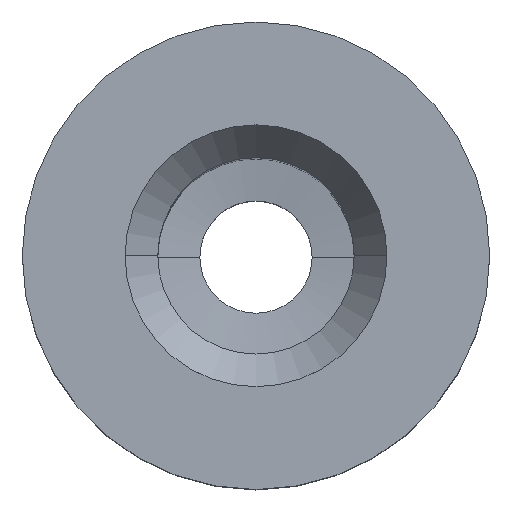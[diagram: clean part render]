
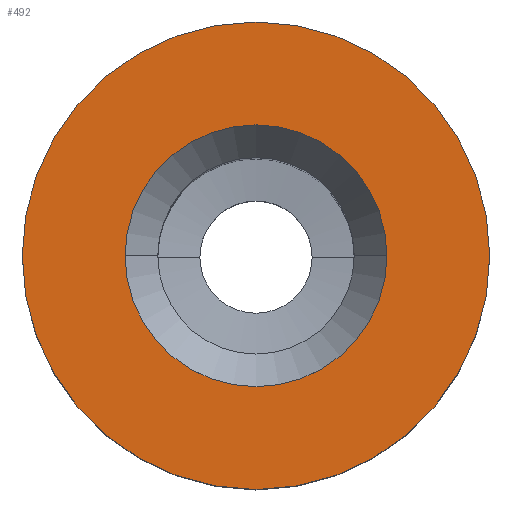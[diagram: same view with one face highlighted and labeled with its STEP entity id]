
A CAD part, top view. The second image highlights one B-rep face of the part: STEP entity #492.
In plain terms, the highlighted free-form (B-spline) face has degree [1, 1] with [2, 2] control points.
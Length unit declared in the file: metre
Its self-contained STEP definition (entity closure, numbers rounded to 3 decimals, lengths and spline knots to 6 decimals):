
#20=B_SPLINE_SURFACE_WITH_KNOTS('',1,1,((#1013,#1014),(#1015,#1016)),
 .PLANE_SURF.,.F.,.F.,.F.,(2,2),(2,2),(0.045438,0.957268),
(0.041942,0.956121),.PIECEWISE_BEZIER_KNOTS.);
#179=ORIENTED_EDGE('',*,*,#187,.F.);
#180=ORIENTED_EDGE('',*,*,#256,.F.);
#181=ORIENTED_EDGE('',*,*,#193,.T.);
#182=ORIENTED_EDGE('',*,*,#255,.T.);
#187=EDGE_CURVE('',#257,#258,#301,.T.);
#193=EDGE_CURVE('',#264,#263,#304,.T.);
#255=EDGE_CURVE('',#263,#264,#343,.T.);
#256=EDGE_CURVE('',#258,#257,#344,.T.);
#257=VERTEX_POINT('',#651);
#258=VERTEX_POINT('',#652);
#263=VERTEX_POINT('',#673);
#264=VERTEX_POINT('',#675);
#301=CIRCLE('',#507,0.007);
#304=CIRCLE('',#510,0.0125);
#343=CIRCLE('',#549,0.0125);
#344=CIRCLE('',#550,0.007);
#386=EDGE_LOOP('',(#179,#180));
#387=EDGE_LOOP('',(#181,#182));
#430=FACE_BOUND('',#386,.T.);
#431=FACE_BOUND('',#387,.T.);
#492=ADVANCED_FACE('',(#430,#431),#20,.F.);
#507=AXIS2_PLACEMENT_3D('',#650,#553,#554);
#510=AXIS2_PLACEMENT_3D('',#674,#559,#560);
#549=AXIS2_PLACEMENT_3D('',#1012,#637,#638);
#550=AXIS2_PLACEMENT_3D('',#1017,#639,#640);
#553=DIRECTION('',(0.,0.,1.));
#554=DIRECTION('',(1.,0.,0.));
#559=DIRECTION('',(0.,0.,1.));
#560=DIRECTION('',(1.,0.,0.));
#637=DIRECTION('',(0.,0.,1.));
#638=DIRECTION('',(1.,0.,0.));
#639=DIRECTION('',(0.,0.,1.));
#640=DIRECTION('',(1.,0.,0.));
#650=CARTESIAN_POINT('',(0.,0.,0.049));
#651=CARTESIAN_POINT('',(0.007,0.,0.049));
#652=CARTESIAN_POINT('',(-0.007,0.,0.049));
#673=CARTESIAN_POINT('',(-0.0125,0.,0.049));
#674=CARTESIAN_POINT('',(0.,0.,0.049));
#675=CARTESIAN_POINT('',(0.0125,0.,0.049));
#1012=CARTESIAN_POINT('',(0.,0.,0.049));
#1013=CARTESIAN_POINT('',(0.01265,-0.012748,0.049));
#1014=CARTESIAN_POINT('',(0.01265,0.012694,0.049));
#1015=CARTESIAN_POINT('',(-0.012726,-0.012748,0.049));
#1016=CARTESIAN_POINT('',(-0.012726,0.012694,0.049));
#1017=CARTESIAN_POINT('',(0.,0.,0.049));
